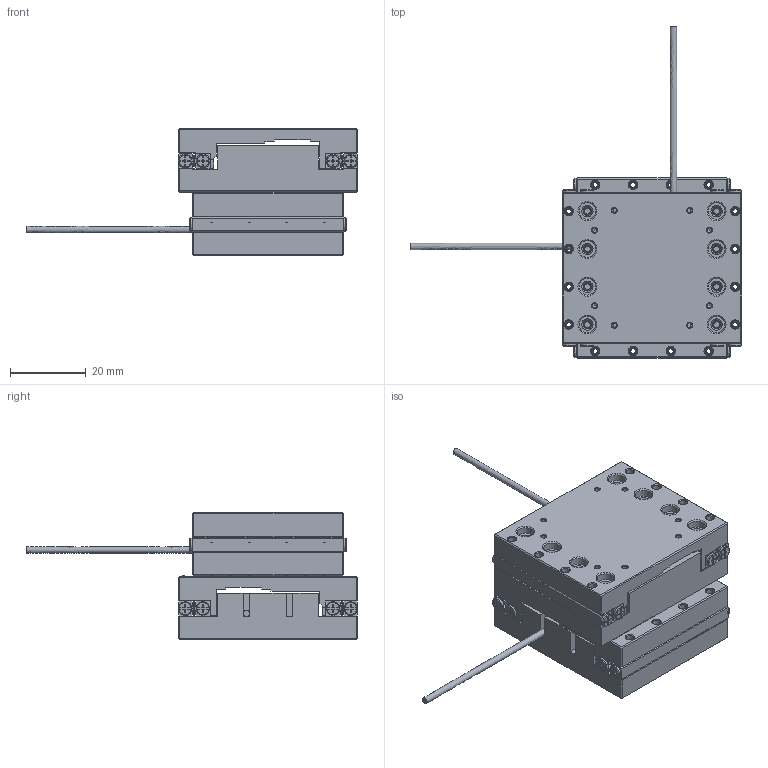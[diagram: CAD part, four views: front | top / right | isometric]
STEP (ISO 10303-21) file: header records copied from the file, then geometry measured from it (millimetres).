
FILE_DESCRIPTION(/* description */ (''),/* implementation_level */ '2;1');
FILE_NAME(/* name */ 'XY-XLS-3-40.stp',/* time_stamp */ '2020-06-09T19:38:04+02:00',/* author */ (''),/* organization */ ('Xeryon'),/* preprocessor_version */ 'ST-DEVELOPER v16',/* originating_system */ 'SIEMENS PLM Software NX 10.0',/* authorisation */ '');
FILE_SCHEMA (('AUTOMOTIVE_DESIGN { 1 0 10303 214 3 1 1 1 }'));
Bounding box: 87.8 x 87.8 x 33.6 mm (x, y, z)
Volume: 47339 mm3; surface area: 34473.2 mm2
Topology: 20 solids, 20 shells, 1464 faces, 4068 edges, 2618 vertices
Faces by surface type: plane 904, cone 340, cylinder 218, bspline 2
Full cylindrical faces by diameter (mm): 1.25 x32, 1.567 x32, 1.6 x18, 1.8 x8, 2.05 x16, 2.4 x16, 2.5 x2, 3 x32, 3.5 x8, 3.6 x16, 4.2 x2, 4.4 x16
Entity records: 14469 total; most frequent: CRTPNT 2779, DRCTN 2318, ORNEDG 2204, EDGCRV 1102, A2PL3D 804, VRTPNT 795, EDGLP 732, LINE 710
